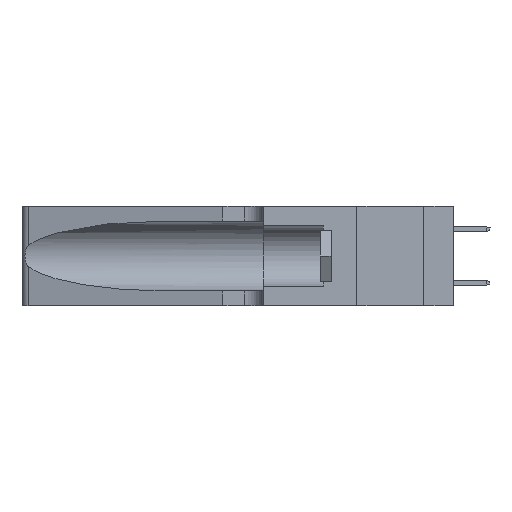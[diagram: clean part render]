
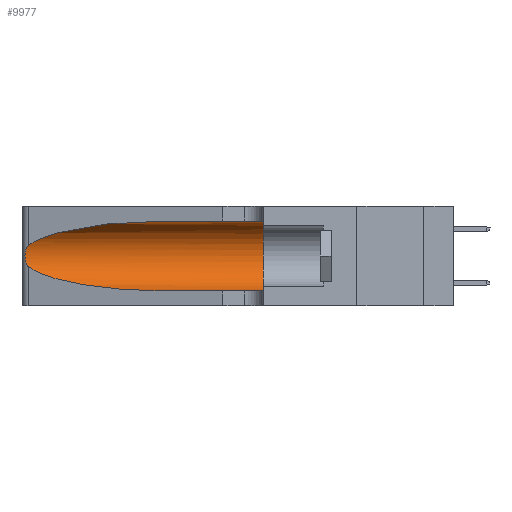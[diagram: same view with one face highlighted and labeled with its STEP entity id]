
A CAD part, left-side view. The second image highlights one B-rep face of the part: STEP entity #9977.
In plain terms, the highlighted cylindrical face has radius 3.308 mm (diameter 6.617 mm), a partial arc.
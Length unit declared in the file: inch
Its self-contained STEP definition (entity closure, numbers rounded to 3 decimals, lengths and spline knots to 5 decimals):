
#300 = CARTESIAN_POINT ( 'NONE',  ( 0.26017, 1.23833, 0.17102 ) ) ;
#522 = CARTESIAN_POINT ( 'NONE',  ( 0.26018, 1.23835, 0.19895 ) ) ;
#628 = CARTESIAN_POINT ( 'NONE',  ( 0.25487, 1.22718, 0.14631 ) ) ;
#771 = CARTESIAN_POINT ( 'NONE',  ( 0.1305, 0.72297, 0.31525 ) ) ;
#1332 = VECTOR ( 'NONE', #18988, 39.37008 ) ;
#1855 = ORIENTED_EDGE ( 'NONE', *, *, #17526, .T. ) ;
#2151 = CARTESIAN_POINT ( 'NONE',  ( 0.25555, 1.22994, 0.2215 ) ) ;
#2304 = VERTEX_POINT ( 'NONE', #5422 ) ;
#2433 = B_SPLINE_CURVE_WITH_KNOTS ( 'NONE', 3,
 ( #5853, #2151, #17631, #10618, #16025, #522, #17524, #14420, #300, #19650, #9249, #7440, #10946, #628 ),
 .UNSPECIFIED., .F., .F.,
 ( 4, 2, 2, 2, 2, 2, 4 ),
 ( 0., 0.00027, 0.00053, 0.00107, 0.0016, 0.00187, 0.00214 ),
 .UNSPECIFIED. ) ;
#3639 = VERTEX_POINT ( 'NONE', #5120 ) ;
#5120 = CARTESIAN_POINT ( 'NONE',  ( 0.1305, 0.72297, 0.31525 ) ) ;
#5422 = CARTESIAN_POINT ( 'NONE',  ( 0.1305, 0.72297, 0.05475 ) ) ;
#5424 = DIRECTION ( 'NONE',  ( 0., 0., 1. ) ) ;
#5781 = ORIENTED_EDGE ( 'NONE', *, *, #20911, .T. ) ;
#5853 = CARTESIAN_POINT ( 'NONE',  ( 0.25487, 1.22718, 0.22369 ) ) ;
#5959 = CARTESIAN_POINT ( 'NONE',  ( 0.1305, 0.72297, 0.05475 ) ) ;
#6399 = CARTESIAN_POINT ( 'NONE',  ( 0.1305, 1.61858, 0.31525 ) ) ;
#6441 = CARTESIAN_POINT ( 'NONE',  ( 0.1305, 1.61858, 0.05475 ) ) ;
#6662 = CARTESIAN_POINT ( 'NONE',  ( 0.1305, 0.35, 0.31525 ) ) ;
#6814 = CARTESIAN_POINT ( 'NONE',  ( 0.25487, 1.22718, 0.14631 ) ) ;
#7339 = CARTESIAN_POINT ( 'NONE',  ( 0.25487, 1.22718, 0.22369 ) ) ;
#7440 = CARTESIAN_POINT ( 'NONE',  ( 0.25639, 1.23186, 0.15144 ) ) ;
#7797 = EDGE_CURVE ( 'NONE', #11840, #2304, #12034, .T. ) ;
#8600 = VECTOR ( 'NONE', #22092, 39.37008 ) ;
#9133 = EDGE_CURVE ( 'NONE', #3639, #17405, #18598, .T. ) ;
#9249 = CARTESIAN_POINT ( 'NONE',  ( 0.25789, 1.23486, 0.15765 ) ) ;
#9656 = CIRCLE ( 'NONE', #15437, 0.13025 ) ;
#9977 = ADVANCED_FACE ( 'NONE', ( #20551 ), #16709, .F. ) ;
#10468 = AXIS2_PLACEMENT_3D ( 'NONE', #15230, #13293, #18509 ) ;
#10618 = CARTESIAN_POINT ( 'NONE',  ( 0.25787, 1.23484, 0.2124 ) ) ;
#10946 = CARTESIAN_POINT ( 'NONE',  ( 0.25555, 1.22993, 0.14849 ) ) ;
#11840 = VERTEX_POINT ( 'NONE', #6814 ) ;
#12034 =( BOUNDED_CURVE ( )  B_SPLINE_CURVE ( 3, ( #14309, #14649, #19529, #5959 ),
 .UNSPECIFIED., .F., .F. ) 
 B_SPLINE_CURVE_WITH_KNOTS ( ( 4, 4 ),
 ( 3.44316, 4.71239 ),
 .UNSPECIFIED. ) 
 CURVE ( )  GEOMETRIC_REPRESENTATION_ITEM ( )  RATIONAL_B_SPLINE_CURVE ( ( 1., 0.87, 0.87, 1. ) ) 
 REPRESENTATION_ITEM ( '' )  );
#12436 = CARTESIAN_POINT ( 'NONE',  ( 0.2373, 1.15595, 0.28018 ) ) ;
#12780 = CARTESIAN_POINT ( 'NONE',  ( 0.1305, 0.35, 0.05475 ) ) ;
#13293 = DIRECTION ( 'NONE',  ( 0., -1., 0. ) ) ;
#14309 = CARTESIAN_POINT ( 'NONE',  ( 0.25487, 1.22718, 0.14631 ) ) ;
#14420 = CARTESIAN_POINT ( 'NONE',  ( 0.26075, 1.23896, 0.178 ) ) ;
#14649 = CARTESIAN_POINT ( 'NONE',  ( 0.2373, 1.15595, 0.08982 ) ) ;
#15230 = CARTESIAN_POINT ( 'NONE',  ( 0.1305, 1.61858, 0.185 ) ) ;
#15437 = AXIS2_PLACEMENT_3D ( 'NONE', #20926, #15952, #5424 ) ;
#15952 = DIRECTION ( 'NONE',  ( 0., 1., 0. ) ) ;
#16025 = CARTESIAN_POINT ( 'NONE',  ( 0.25854, 1.2359, 0.20912 ) ) ;
#16121 = VERTEX_POINT ( 'NONE', #19408 ) ;
#16704 = VERTEX_POINT ( 'NONE', #12780 ) ;
#16709 = CYLINDRICAL_SURFACE ( 'NONE', #10468, 0.13025 ) ;
#17199 = EDGE_CURVE ( 'NONE', #3639, #16121, #18248, .T. ) ;
#17405 = VERTEX_POINT ( 'NONE', #6662 ) ;
#17524 = CARTESIAN_POINT ( 'NONE',  ( 0.26075, 1.23896, 0.19203 ) ) ;
#17526 = EDGE_CURVE ( 'NONE', #16121, #11840, #2433, .T. ) ;
#17631 = CARTESIAN_POINT ( 'NONE',  ( 0.25639, 1.23184, 0.21858 ) ) ;
#18248 =( BOUNDED_CURVE ( )  B_SPLINE_CURVE ( 3, ( #771, #21257, #12436, #7339 ),
 .UNSPECIFIED., .F., .F. ) 
 B_SPLINE_CURVE_WITH_KNOTS ( ( 4, 4 ),
 ( 1.5708, 2.84003 ),
 .UNSPECIFIED. ) 
 CURVE ( )  GEOMETRIC_REPRESENTATION_ITEM ( )  RATIONAL_B_SPLINE_CURVE ( ( 1., 0.87, 0.87, 1. ) ) 
 REPRESENTATION_ITEM ( '' )  );
#18509 = DIRECTION ( 'NONE',  ( 0., 0., -1. ) ) ;
#18533 = ORIENTED_EDGE ( 'NONE', *, *, #17199, .T. ) ;
#18598 = LINE ( 'NONE', #6399, #8600 ) ;
#18923 = EDGE_LOOP ( 'NONE', ( #18533, #1855, #21443, #5781, #20649, #20106 ) ) ;
#18988 = DIRECTION ( 'NONE',  ( 0., -1., 0. ) ) ;
#19408 = CARTESIAN_POINT ( 'NONE',  ( 0.25487, 1.22718, 0.22369 ) ) ;
#19529 = CARTESIAN_POINT ( 'NONE',  ( 0.18966, 0.96281, 0.05475 ) ) ;
#19650 = CARTESIAN_POINT ( 'NONE',  ( 0.25856, 1.23593, 0.16098 ) ) ;
#20106 = ORIENTED_EDGE ( 'NONE', *, *, #9133, .F. ) ;
#20551 = FACE_OUTER_BOUND ( 'NONE', #18923, .T. ) ;
#20649 = ORIENTED_EDGE ( 'NONE', *, *, #20688, .F. ) ;
#20688 = EDGE_CURVE ( 'NONE', #17405, #16704, #9656, .T. ) ;
#20911 = EDGE_CURVE ( 'NONE', #2304, #16704, #22253, .T. ) ;
#20926 = CARTESIAN_POINT ( 'NONE',  ( 0.1305, 0.35, 0.185 ) ) ;
#21257 = CARTESIAN_POINT ( 'NONE',  ( 0.18966, 0.96281, 0.31525 ) ) ;
#21443 = ORIENTED_EDGE ( 'NONE', *, *, #7797, .T. ) ;
#22092 = DIRECTION ( 'NONE',  ( 0., -1., 0. ) ) ;
#22253 = LINE ( 'NONE', #6441, #1332 ) ;
